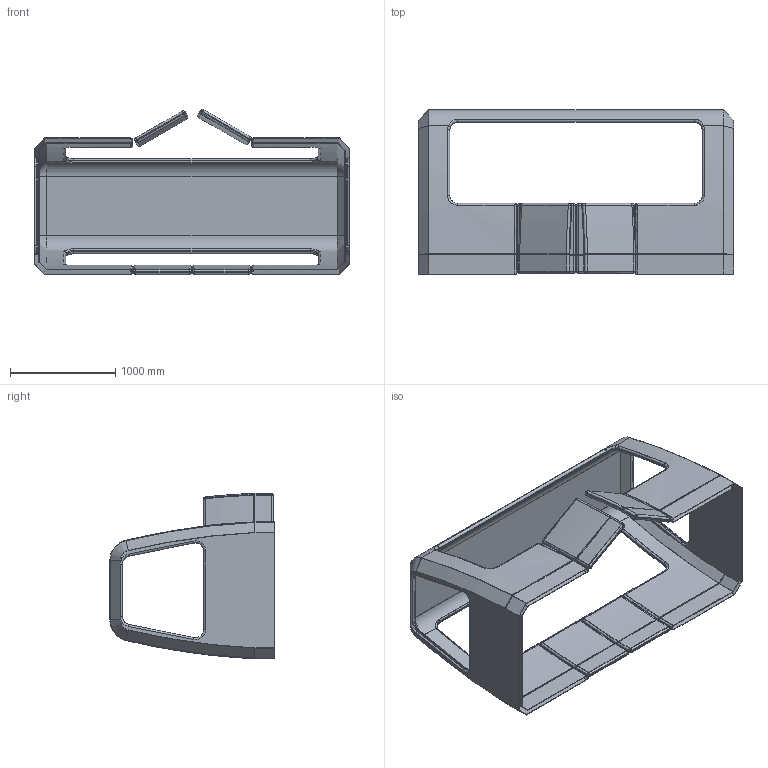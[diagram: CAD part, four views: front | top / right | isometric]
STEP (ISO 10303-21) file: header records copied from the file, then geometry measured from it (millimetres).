
FILE_DESCRIPTION (( 'STEP AP214' ), '1' );
FILE_NAME ('ME004351_KI-Abteil_20220104.STEP', '2022-01-04T11:58:18', ( '' ), ( '' ), 'SwSTEP 2.0', 'SolidWorks 2017', '' );
FILE_SCHEMA (( 'AUTOMOTIVE_DESIGN' ));
Length unit declared in the file: millimetre
Products named in the file (1): ME004351_KI-Abteil_20220104
Bounding box: 3000 x 1562.31 x 1572.1 mm (x, y, z)
Volume: 97452624.9 mm3; surface area: 39061835.7 mm2
Topology: 5 solids, 5 shells, 774 faces, 1816 edges, 964 vertices
Faces by surface type: cylinder 276, plane 154, torus 152, bspline 72, sphere 72, cone 48
Entity records: 30582 total; most frequent: CARTESIAN_POINT 12427, DIRECTION 3858, ORIENTED_EDGE 3472, EDGE_CURVE 1736, AXIS2_PLACEMENT_3D 1591, VERTEX_POINT 964, CIRCLE 888, EDGE_LOOP 776
